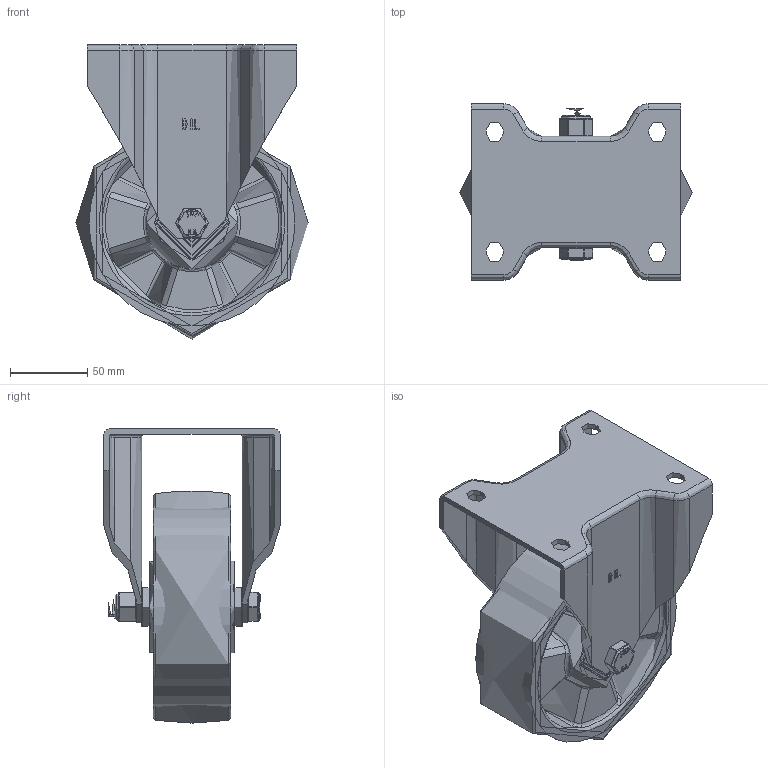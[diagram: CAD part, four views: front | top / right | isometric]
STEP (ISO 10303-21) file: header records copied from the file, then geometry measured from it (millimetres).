
FILE_DESCRIPTION(/* description */ ('','CAx-IF Rec.Pracs.---Representation and Presentation of Product Manufacturing Information (PMI)---4.0---2014-10-13'),/* implementation_level */ '2;1');
FILE_NAME(/* name */ 'BZPHF150XPNBJ.step',/* time_stamp */ '2024-11-29T15:09:10Z',/* author */ (''),/* organization */ (''),/* preprocessor_version */ 'ST-DEVELOPER v20',/* originating_system */ 'Autodesk Translation Framework v13.20.0.188',/* authorisation */ '');
FILE_SCHEMA (('AP242_MANAGED_MODEL_BASED_3D_ENGINEERING_MIM_LF { 1 0 10303 442 1 1 4 }'));
Products named in the file (26): BZPHF150XPNBJ; BZXH150WPNBJM20 v1; POLYURETHANE TYRE; NYLON RIM; BEARING6204; BALL BEARINGS; BEARING6204 (1); BALL BEARINGS (1); Component3; INNER; OUTER; MIDDLE; RUBBER; BEARING SPACER; TH20X5X12 - 2 v1; ZINC PLATED, HEADED SPACER; BZPHF150AS - 65 v1; ZINC PLATED, PRESSED STEEL BRACKET (1); TH20X5X12 - 2 v1 (1); ZINC PLATED, HEADED SPACER (1); HEXBOLTM12X90Z8.8 v2; GRADE 8.8 ZINC PLATED BOLT; NYLOCM12Z14MM v1; NYLOC NUT; NUT; RUBBER (1)
Assembly tree (44 placements, depth 5):
  BZPHF150XPNBJ
    BZXH150WPNBJM20 v1
      POLYURETHANE TYRE
      NYLON RIM
      BEARING6204
        INNER
        OUTER
        BALL BEARINGS
          Component3  x8
        MIDDLE
        RUBBER
      BEARING6204 (1)
        BALL BEARINGS (1)
          Component3  x8
        INNER
        OUTER
        MIDDLE
        RUBBER
      BEARING SPACER
    TH20X5X12 - 2 v1
      ZINC PLATED, HEADED SPACER
    BZPHF150AS - 65 v1
      ZINC PLATED, PRESSED STEEL BRACKET (1)
    TH20X5X12 - 2 v1 (1)
      ZINC PLATED, HEADED SPACER (1)
    HEXBOLTM12X90Z8.8 v2
      GRADE 8.8 ZINC PLATED BOLT
    NYLOCM12Z14MM v1
      NYLOC NUT
        NUT
        RUBBER (1)
Bounding box: 150 x 114 x 190 mm (x, y, z)
Volume: 689064 mm3; surface area: 259654.1 mm2
Topology: 35 solids, 35 shells, 1290 faces, 3199 edges, 2054 vertices
Faces by surface type: bspline 446, plane 441, cylinder 234, sphere 97, torus 69, cone 3
Full cylindrical faces by diameter (mm): 9.836 x16, 11.834 x16, 12 x3, 12.1 x2, 12.5 x2, 14 x2, 17.75 x1, 18.5 x1, 19.75 x2, 20 x3, 23 x1, 25 x2, 27 x2, 28.5 x8, 30.8 x4, 31.3 x4, 40.3 x4, 40.5 x4, 40.8 x4, 42 x10, 46 x1, 47 x4, 59 x2, 133 x2
Entity records: 64501 total; most frequent: CARTESIAN_POINT 43573, ORIENTED_EDGE 4460, DIRECTION 3670, EDGE_CURVE 2230, AXIS2_PLACEMENT_3D 1419, VERTEX_POINT 1416, EDGE_LOOP 1068, FACE_OUTER_BOUND 929
